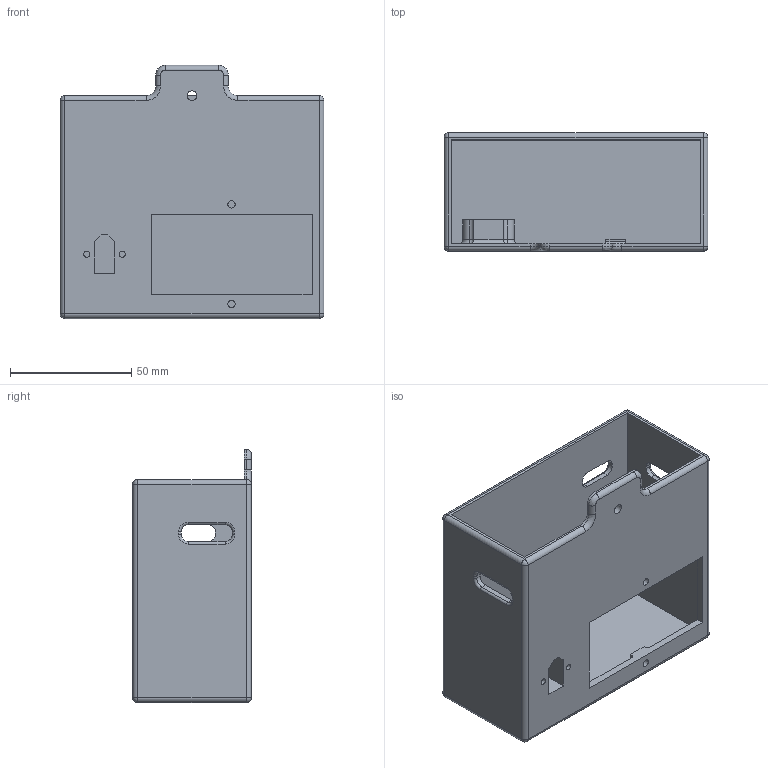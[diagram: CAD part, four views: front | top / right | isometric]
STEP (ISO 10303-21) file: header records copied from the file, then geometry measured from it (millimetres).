
FILE_DESCRIPTION(/* description */ (''),/* implementation_level */ '2;1');
FILE_NAME(/* name */ 'Power Supply Box v4.step',/* time_stamp */ '2018-10-19T17:25:30+11:00',/* author */ ('TaylorY96'),/* organization */ (''),/* preprocessor_version */ 'ST-DEVELOPER v17.2',/* originating_system */ 'Autodesk Translation Framework v7.6.0.251',/* authorisation */ '');
FILE_SCHEMA (('AUTOMOTIVE_DESIGN { 1 0 10303 214 3 1 1 }'));
Length unit declared in the file: millimetre
Products named in the file (1): Power Supply Box
Bounding box: 109 x 49 x 104.6 mm (x, y, z)
Volume: 90991.3 mm3; surface area: 62904.7 mm2
Topology: 1 solids, 1 shells, 156 faces, 384 edges, 232 vertices
Faces by surface type: cylinder 66, plane 60, torus 16, sphere 12, bspline 2
Full cylindrical faces by diameter (mm): 2.5 x2, 3 x2, 4 x1
Entity records: 4643 total; most frequent: DIRECTION 844, CARTESIAN_POINT 789, ORIENTED_EDGE 768, EDGE_CURVE 384, AXIS2_PLACEMENT_3D 305, LINE 234, VECTOR 234, VERTEX_POINT 232
